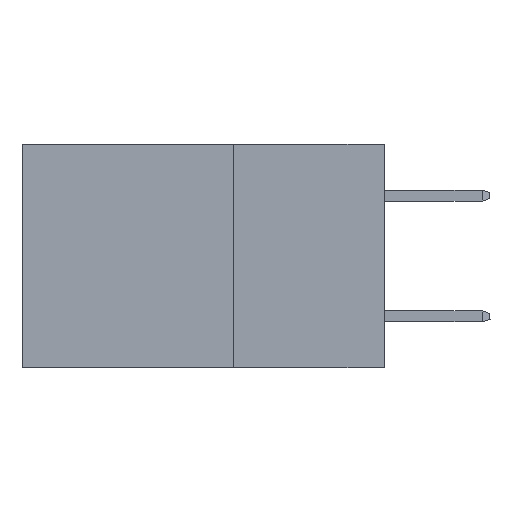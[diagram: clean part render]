
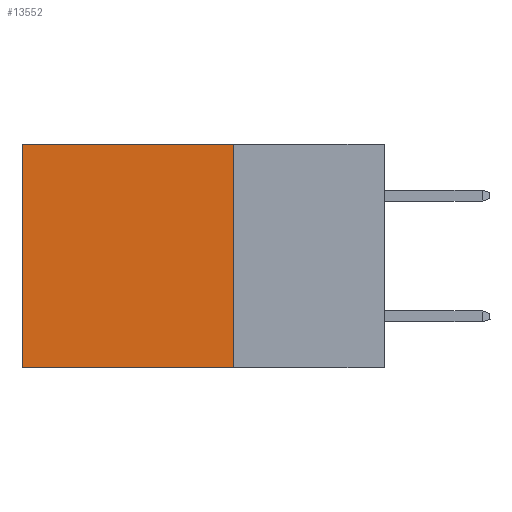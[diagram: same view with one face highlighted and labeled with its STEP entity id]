
A CAD part, left-side view. The second image highlights one B-rep face of the part: STEP entity #13552.
In plain terms, the highlighted planar face has unit normal (-1, 0, 0).
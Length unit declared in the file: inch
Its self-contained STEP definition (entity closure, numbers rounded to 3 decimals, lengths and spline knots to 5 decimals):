
#1085 = CARTESIAN_POINT ( 'NONE',  ( 0.298, 0.25, 0. ) ) ;
#1184 = VECTOR ( 'NONE', #13557, 39.37008 ) ;
#2051 = VERTEX_POINT ( 'NONE', #19942 ) ;
#2541 = ORIENTED_EDGE ( 'NONE', *, *, #16344, .F. ) ;
#2683 = VECTOR ( 'NONE', #12244, 39.37008 ) ;
#2843 = DIRECTION ( 'NONE',  ( 0., 0., -1. ) ) ;
#2995 = EDGE_CURVE ( 'NONE', #15144, #2051, #21312, .T. ) ;
#4093 = CARTESIAN_POINT ( 'NONE',  ( 0.298, 0.25, 0. ) ) ;
#4518 = DIRECTION ( 'NONE',  ( 0., 1., 0. ) ) ;
#4656 = CARTESIAN_POINT ( 'NONE',  ( 0.298, 0.25, 0. ) ) ;
#4875 = VERTEX_POINT ( 'NONE', #21907 ) ;
#5283 = VERTEX_POINT ( 'NONE', #7135 ) ;
#6384 = CARTESIAN_POINT ( 'NONE',  ( 0.298, 0.25, -0.37 ) ) ;
#6778 = CARTESIAN_POINT ( 'NONE',  ( 0.298, 0.25, 0. ) ) ;
#7135 = CARTESIAN_POINT ( 'NONE',  ( 0.298, 0.25, -0.37 ) ) ;
#7263 = AXIS2_PLACEMENT_3D ( 'NONE', #4093, #18145, #7694 ) ;
#7694 = DIRECTION ( 'NONE',  ( 0., 0., -1. ) ) ;
#8284 = CARTESIAN_POINT ( 'NONE',  ( 0.298, 0.6, 0. ) ) ;
#8437 = LINE ( 'NONE', #6384, #21914 ) ;
#8668 = ORIENTED_EDGE ( 'NONE', *, *, #2995, .T. ) ;
#9935 = EDGE_CURVE ( 'NONE', #2051, #4875, #22259, .T. ) ;
#10222 = FACE_OUTER_BOUND ( 'NONE', #10231, .T. ) ;
#10231 = EDGE_LOOP ( 'NONE', ( #10824, #2541, #17966, #8668 ) ) ;
#10824 = ORIENTED_EDGE ( 'NONE', *, *, #9935, .T. ) ;
#11549 = LINE ( 'NONE', #6778, #2683 ) ;
#12244 = DIRECTION ( 'NONE',  ( 0., 0., -1. ) ) ;
#13238 = PLANE ( 'NONE',  #7263 ) ;
#13552 = ADVANCED_FACE ( 'NONE', ( #10222 ), #13238, .F. ) ;
#13557 = DIRECTION ( 'NONE',  ( 0., 1., 0. ) ) ;
#15144 = VERTEX_POINT ( 'NONE', #1085 ) ;
#16344 = EDGE_CURVE ( 'NONE', #5283, #4875, #8437, .T. ) ;
#17598 = VECTOR ( 'NONE', #2843, 39.37008 ) ;
#17966 = ORIENTED_EDGE ( 'NONE', *, *, #18052, .F. ) ;
#18052 = EDGE_CURVE ( 'NONE', #15144, #5283, #11549, .T. ) ;
#18145 = DIRECTION ( 'NONE',  ( 1., 0., 0. ) ) ;
#19942 = CARTESIAN_POINT ( 'NONE',  ( 0.298, 0.6, 0. ) ) ;
#21312 = LINE ( 'NONE', #4656, #1184 ) ;
#21907 = CARTESIAN_POINT ( 'NONE',  ( 0.298, 0.6, -0.37 ) ) ;
#21914 = VECTOR ( 'NONE', #4518, 39.37008 ) ;
#22259 = LINE ( 'NONE', #8284, #17598 ) ;
